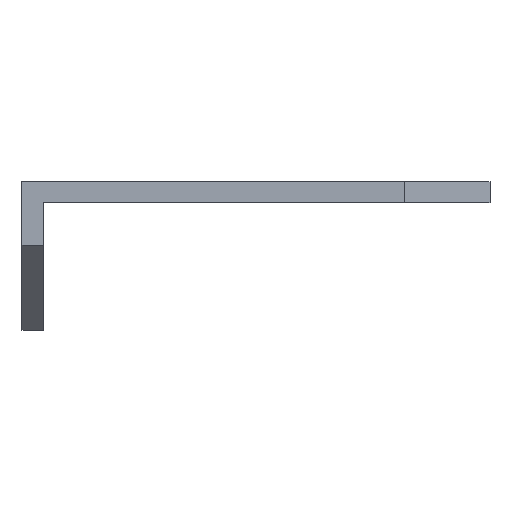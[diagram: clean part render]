
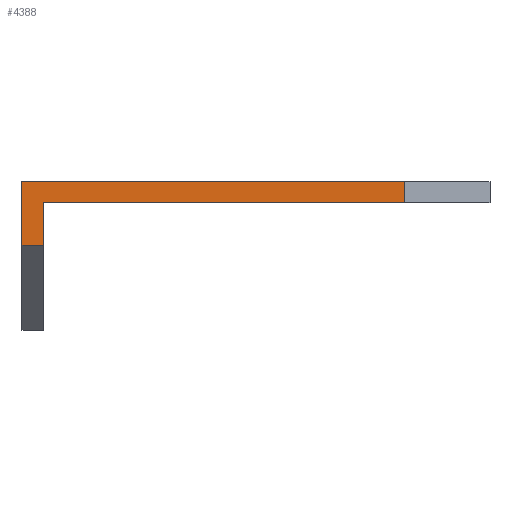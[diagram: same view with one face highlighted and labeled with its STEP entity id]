
A CAD part, front view. The second image highlights one B-rep face of the part: STEP entity #4388.
In plain terms, the highlighted planar face has unit normal (0, -1, 0).
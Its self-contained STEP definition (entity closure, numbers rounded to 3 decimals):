
#21 = EDGE_CURVE('',#22,#24,#26,.T.);
#22 = VERTEX_POINT('',#23);
#23 = CARTESIAN_POINT('',(-2.,-32.5,2.));
#24 = VERTEX_POINT('',#25);
#25 = CARTESIAN_POINT('',(34.,-32.5,2.));
#26 = LINE('',#27,#28);
#27 = CARTESIAN_POINT('',(0.,-32.5,2.));
#28 = VECTOR('',#29,1.);
#29 = DIRECTION('',(1.,0.,0.));
#4388 = ADVANCED_FACE('',(#4389),#4430,.T.);
#4389 = FACE_BOUND('',#4390,.T.);
#4390 = EDGE_LOOP('',(#4391,#4392,#4400,#4408,#4416,#4424));
#4391 = ORIENTED_EDGE('',*,*,#21,.F.);
#4392 = ORIENTED_EDGE('',*,*,#4393,.F.);
#4393 = EDGE_CURVE('',#4394,#22,#4396,.T.);
#4394 = VERTEX_POINT('',#4395);
#4395 = CARTESIAN_POINT('',(-2.,-32.5,-4.));
#4396 = LINE('',#4397,#4398);
#4397 = CARTESIAN_POINT('',(-2.,-32.5,-12.));
#4398 = VECTOR('',#4399,1.);
#4399 = DIRECTION('',(0.,0.,1.));
#4400 = ORIENTED_EDGE('',*,*,#4401,.F.);
#4401 = EDGE_CURVE('',#4402,#4394,#4404,.T.);
#4402 = VERTEX_POINT('',#4403);
#4403 = CARTESIAN_POINT('',(0.,-32.5,-4.));
#4404 = LINE('',#4405,#4406);
#4405 = CARTESIAN_POINT('',(0.,-32.5,-4.));
#4406 = VECTOR('',#4407,1.);
#4407 = DIRECTION('',(-1.,0.,0.));
#4408 = ORIENTED_EDGE('',*,*,#4409,.T.);
#4409 = EDGE_CURVE('',#4402,#4410,#4412,.T.);
#4410 = VERTEX_POINT('',#4411);
#4411 = CARTESIAN_POINT('',(0.,-32.5,0.));
#4412 = LINE('',#4413,#4414);
#4413 = CARTESIAN_POINT('',(0.,-32.5,-12.));
#4414 = VECTOR('',#4415,1.);
#4415 = DIRECTION('',(0.,0.,1.));
#4416 = ORIENTED_EDGE('',*,*,#4417,.T.);
#4417 = EDGE_CURVE('',#4410,#4418,#4420,.T.);
#4418 = VERTEX_POINT('',#4419);
#4419 = CARTESIAN_POINT('',(34.,-32.5,0.));
#4420 = LINE('',#4421,#4422);
#4421 = CARTESIAN_POINT('',(0.,-32.5,0.));
#4422 = VECTOR('',#4423,1.);
#4423 = DIRECTION('',(1.,0.,0.));
#4424 = ORIENTED_EDGE('',*,*,#4425,.T.);
#4425 = EDGE_CURVE('',#4418,#24,#4426,.T.);
#4426 = LINE('',#4427,#4428);
#4427 = CARTESIAN_POINT('',(34.,-32.5,0.));
#4428 = VECTOR('',#4429,1.);
#4429 = DIRECTION('',(0.,0.,1.));
#4430 = PLANE('',#4431);
#4431 = AXIS2_PLACEMENT_3D('',#4432,#4433,#4434);
#4432 = CARTESIAN_POINT('',(15.655,-32.5,-0.655));
#4433 = DIRECTION('',(-0.,-1.,-0.));
#4434 = DIRECTION('',(0.,0.,-1.));
